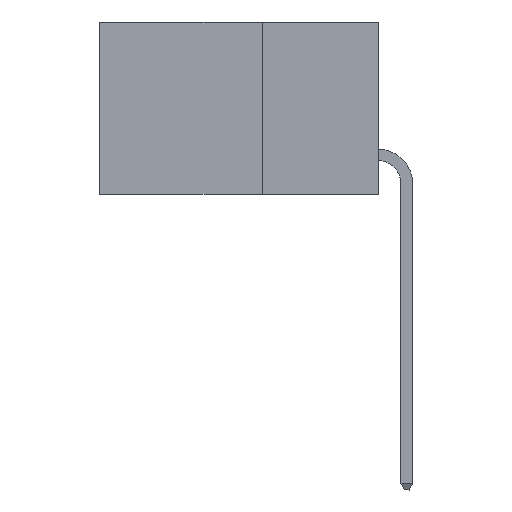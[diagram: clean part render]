
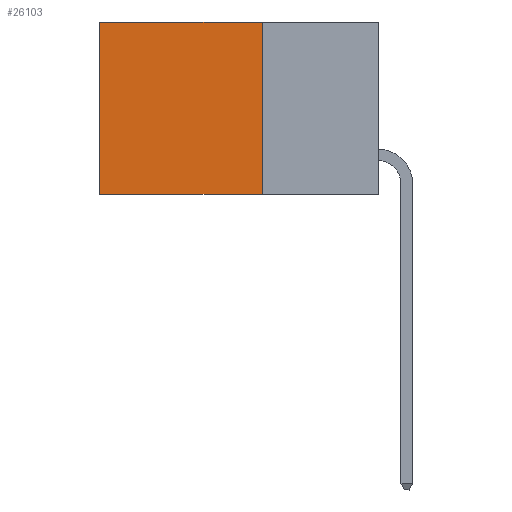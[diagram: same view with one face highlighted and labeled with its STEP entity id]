
A CAD part, left-side view. The second image highlights one B-rep face of the part: STEP entity #26103.
In plain terms, the highlighted planar face has unit normal (-1, 0, 0).
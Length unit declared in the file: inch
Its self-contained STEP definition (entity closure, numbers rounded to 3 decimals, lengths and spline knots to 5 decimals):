
#239 = EDGE_CURVE ( 'NONE', #13505, #19353, #26144, .T. ) ;
#513 = CARTESIAN_POINT ( 'NONE',  ( 0.298, 0.6, 0. ) ) ;
#1259 = EDGE_CURVE ( 'NONE', #21306, #9881, #10096, .T. ) ;
#1280 = FACE_OUTER_BOUND ( 'NONE', #25101, .T. ) ;
#2636 = CARTESIAN_POINT ( 'NONE',  ( 0.298, 0.25, -0.37 ) ) ;
#2727 = VECTOR ( 'NONE', #5429, 39.37008 ) ;
#3443 = LINE ( 'NONE', #19320, #2727 ) ;
#3744 = CARTESIAN_POINT ( 'NONE',  ( 0.298, 0.25, 0. ) ) ;
#5429 = DIRECTION ( 'NONE',  ( 0., 0., -1. ) ) ;
#9881 = VERTEX_POINT ( 'NONE', #14074 ) ;
#10096 = LINE ( 'NONE', #28104, #25702 ) ;
#11746 = ORIENTED_EDGE ( 'NONE', *, *, #1259, .F. ) ;
#12824 = PLANE ( 'NONE',  #16055 ) ;
#12978 = DIRECTION ( 'NONE',  ( 0., 1., 0. ) ) ;
#13505 = VERTEX_POINT ( 'NONE', #17604 ) ;
#13912 = ORIENTED_EDGE ( 'NONE', *, *, #15138, .F. ) ;
#13924 = DIRECTION ( 'NONE',  ( 0., 1., 0. ) ) ;
#14074 = CARTESIAN_POINT ( 'NONE',  ( 0.298, 0.6, -0.37 ) ) ;
#15138 = EDGE_CURVE ( 'NONE', #13505, #21306, #3443, .T. ) ;
#15262 = VECTOR ( 'NONE', #12978, 39.37008 ) ;
#16055 = AXIS2_PLACEMENT_3D ( 'NONE', #17197, #19631, #19534 ) ;
#17197 = CARTESIAN_POINT ( 'NONE',  ( 0.298, 0.25, 0. ) ) ;
#17604 = CARTESIAN_POINT ( 'NONE',  ( 0.298, 0.25, 0. ) ) ;
#17801 = LINE ( 'NONE', #27999, #25054 ) ;
#19320 = CARTESIAN_POINT ( 'NONE',  ( 0.298, 0.25, 0. ) ) ;
#19353 = VERTEX_POINT ( 'NONE', #513 ) ;
#19534 = DIRECTION ( 'NONE',  ( 0., 0., -1. ) ) ;
#19631 = DIRECTION ( 'NONE',  ( 1., 0., 0. ) ) ;
#21306 = VERTEX_POINT ( 'NONE', #2636 ) ;
#23301 = EDGE_CURVE ( 'NONE', #19353, #9881, #17801, .T. ) ;
#23325 = DIRECTION ( 'NONE',  ( 0., 0., -1. ) ) ;
#25054 = VECTOR ( 'NONE', #23325, 39.37008 ) ;
#25101 = EDGE_LOOP ( 'NONE', ( #28477, #11746, #13912, #26802 ) ) ;
#25702 = VECTOR ( 'NONE', #13924, 39.37008 ) ;
#26103 = ADVANCED_FACE ( 'NONE', ( #1280 ), #12824, .F. ) ;
#26144 = LINE ( 'NONE', #3744, #15262 ) ;
#26802 = ORIENTED_EDGE ( 'NONE', *, *, #239, .T. ) ;
#27999 = CARTESIAN_POINT ( 'NONE',  ( 0.298, 0.6, 0. ) ) ;
#28104 = CARTESIAN_POINT ( 'NONE',  ( 0.298, 0.25, -0.37 ) ) ;
#28477 = ORIENTED_EDGE ( 'NONE', *, *, #23301, .T. ) ;
